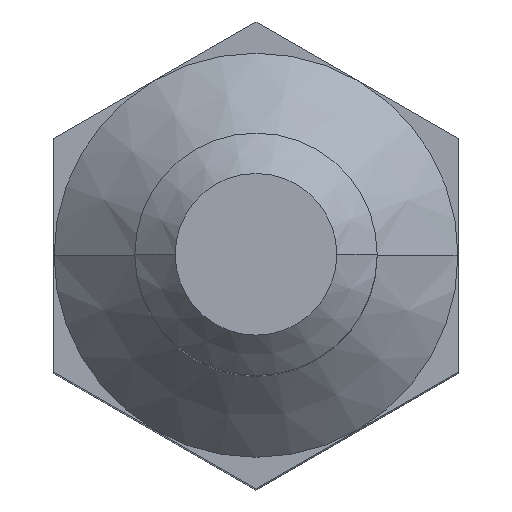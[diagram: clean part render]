
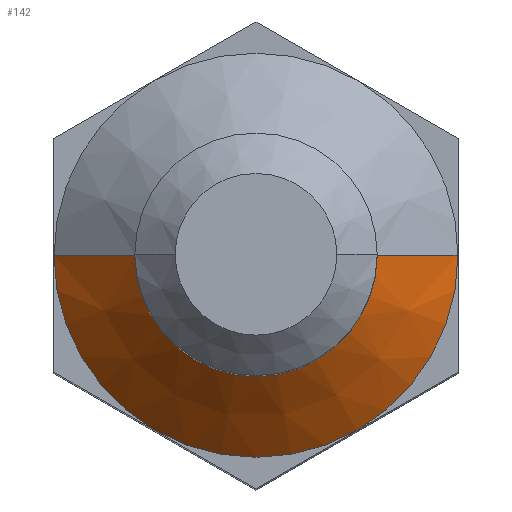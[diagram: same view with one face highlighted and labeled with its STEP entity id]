
A CAD part, top view. The second image highlights one B-rep face of the part: STEP entity #142.
In plain terms, the highlighted conical face has half-angle 45 degrees and reference radius 1.5 mm.
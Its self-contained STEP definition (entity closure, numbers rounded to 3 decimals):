
#36 = CARTESIAN_POINT ( 'NONE',  ( 0., 0., 10. ) ) ;
#63 = VECTOR ( 'NONE', #485, 1000. ) ;
#85 = ORIENTED_EDGE ( 'NONE', *, *, #200, .F. ) ;
#88 = CIRCLE ( 'NONE', #643, 2.5 ) ;
#97 = EDGE_CURVE ( 'NONE', #128, #359, #598, .T. ) ;
#99 = DIRECTION ( 'NONE',  ( 0.707, 0., -0.707 ) ) ;
#101 = CIRCLE ( 'NONE', #135, 1.5 ) ;
#103 = CARTESIAN_POINT ( 'NONE',  ( 0., 0., 10. ) ) ;
#105 = DIRECTION ( 'NONE',  ( 0., 0., 1. ) ) ;
#128 = VERTEX_POINT ( 'NONE', #263 ) ;
#130 = CARTESIAN_POINT ( 'NONE',  ( 0., 0., 11. ) ) ;
#135 = AXIS2_PLACEMENT_3D ( 'NONE', #130, #105, #472 ) ;
#142 = ADVANCED_FACE ( 'NONE', ( #576 ), #179, .T. ) ;
#145 = CIRCLE ( 'NONE', #662, 2.5 ) ;
#152 = ORIENTED_EDGE ( 'NONE', *, *, #156, .F. ) ;
#156 = EDGE_CURVE ( 'NONE', #182, #707, #145, .T. ) ;
#163 = ORIENTED_EDGE ( 'NONE', *, *, #165, .F. ) ;
#165 = EDGE_CURVE ( 'NONE', #701, #128, #364, .T. ) ;
#177 = CARTESIAN_POINT ( 'NONE',  ( -1.5, 0., 11. ) ) ;
#179 = CONICAL_SURFACE ( 'NONE', #284, 1.5, 0.785 ) ;
#182 = VERTEX_POINT ( 'NONE', #646 ) ;
#200 = EDGE_CURVE ( 'NONE', #359, #182, #88, .T. ) ;
#212 = DIRECTION ( 'NONE',  ( -1., 0., 0. ) ) ;
#222 = CARTESIAN_POINT ( 'NONE',  ( -2.5, 0., 10. ) ) ;
#236 = VECTOR ( 'NONE', #99, 1000. ) ;
#257 = DIRECTION ( 'NONE',  ( 0., 0., -1. ) ) ;
#263 = CARTESIAN_POINT ( 'NONE',  ( 2.5, 0., 10. ) ) ;
#284 = AXIS2_PLACEMENT_3D ( 'NONE', #696, #700, #534 ) ;
#287 = CARTESIAN_POINT ( 'NONE',  ( 1.25, -2.165, 10. ) ) ;
#288 = ORIENTED_EDGE ( 'NONE', *, *, #544, .F. ) ;
#325 = DIRECTION ( 'NONE',  ( -1., 0., 0. ) ) ;
#359 = VERTEX_POINT ( 'NONE', #287 ) ;
#361 = EDGE_LOOP ( 'NONE', ( #163, #288, #464, #152, #85, #448 ) ) ;
#364 = LINE ( 'NONE', #634, #236 ) ;
#425 = CARTESIAN_POINT ( 'NONE',  ( 0., 0., 10. ) ) ;
#448 = ORIENTED_EDGE ( 'NONE', *, *, #97, .F. ) ;
#464 = ORIENTED_EDGE ( 'NONE', *, *, #653, .T. ) ;
#472 = DIRECTION ( 'NONE',  ( -1., 0., 0. ) ) ;
#485 = DIRECTION ( 'NONE',  ( -0.707, 0., -0.707 ) ) ;
#497 = VERTEX_POINT ( 'NONE', #569 ) ;
#534 = DIRECTION ( 'NONE',  ( -1., 0., 0. ) ) ;
#536 = DIRECTION ( 'NONE',  ( 0., 0., -1. ) ) ;
#544 = EDGE_CURVE ( 'NONE', #497, #701, #101, .T. ) ;
#569 = CARTESIAN_POINT ( 'NONE',  ( -1.5, 0., 11. ) ) ;
#576 = FACE_OUTER_BOUND ( 'NONE', #361, .T. ) ;
#580 = DIRECTION ( 'NONE',  ( -1., 0., 0. ) ) ;
#595 = LINE ( 'NONE', #177, #63 ) ;
#598 = CIRCLE ( 'NONE', #619, 2.5 ) ;
#599 = CARTESIAN_POINT ( 'NONE',  ( 1.5, 0., 11. ) ) ;
#619 = AXIS2_PLACEMENT_3D ( 'NONE', #103, #536, #325 ) ;
#634 = CARTESIAN_POINT ( 'NONE',  ( 1.5, 0., 11. ) ) ;
#643 = AXIS2_PLACEMENT_3D ( 'NONE', #36, #257, #580 ) ;
#646 = CARTESIAN_POINT ( 'NONE',  ( -1.25, -2.165, 10. ) ) ;
#649 = DIRECTION ( 'NONE',  ( 0., 0., -1. ) ) ;
#653 = EDGE_CURVE ( 'NONE', #497, #707, #595, .T. ) ;
#662 = AXIS2_PLACEMENT_3D ( 'NONE', #425, #649, #212 ) ;
#696 = CARTESIAN_POINT ( 'NONE',  ( 0., 0., 11. ) ) ;
#700 = DIRECTION ( 'NONE',  ( 0., 0., -1. ) ) ;
#701 = VERTEX_POINT ( 'NONE', #599 ) ;
#707 = VERTEX_POINT ( 'NONE', #222 ) ;
